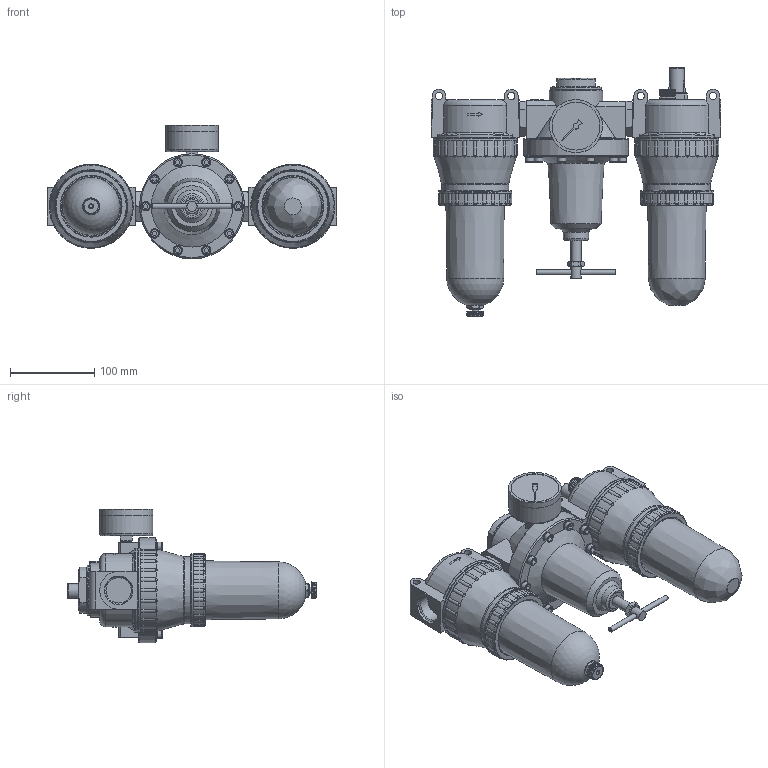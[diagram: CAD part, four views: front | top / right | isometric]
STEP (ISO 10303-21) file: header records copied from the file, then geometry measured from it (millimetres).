
FILE_DESCRIPTION( ( 'STEP AP203' ), ' ' );
FILE_NAME( '9.3055.00.155.0V.stp', '2017-04-18T14:03:49', ( '' ), ( '' ), ' ', 'PARTsolutions', ' ' );
FILE_SCHEMA( ( 'CONFIG_CONTROL_DESIGN' ) );
Length unit declared in the file: millimetre
Products named in the file (8): 9.3055.00.155.0V; _650 J/K-1; _650 J/K0-3; _637.50 C(01)-1; _FRO-2; _764 K-1-1; _764 K-1-2; _252.07/2
Assembly tree (8 placements, depth 2):
  9.3055.00.155.0V
    _650 J/K-1
    _650 J/K0-3
    _637.50 C(01)-1
    _FRO-2
    _764 K-1-1
    _764 K-1-2
    _252.07/2  x2
Bounding box: 345 x 295.5 x 159 mm (x, y, z)
Volume: 3532189.7 mm3; surface area: 296049.2 mm2
Topology: 8 solids, 8 shells, 1168 faces, 2935 edges, 1863 vertices
Faces by surface type: plane 486, cylinder 398, cone 123, sphere 101, torus 59, bspline 1
Full cylindrical faces by diameter (mm): 4 x1, 4.917 x8, 6 x2, 8 x1, 8.5 x4, 9 x1, 9.2 x1, 10 x11, 11 x10, 11.445 x2, 12 x1, 12.08 x1, 13.157 x1, 14 x1, 17.5 x1, 19 x1, 20 x3, 22 x3, 30 x1, 30.291 x6, 33.249 x4, 34 x2, 57 x1, 60 x1, 62.96 x1, 63 x2, 64 x1, 72.584 x1, 80 x2, 87 x2
Entity records: 38176 total; most frequent: CARTESIAN_POINT 11395, DIRECTION 5578, ORIENTED_EDGE 5370, EDGE_CURVE 2685, AXIS2_PLACEMENT_3D 2251, VERTEX_POINT 1788, EDGE_LOOP 1397, FACE_OUTER_BOUND 1258
